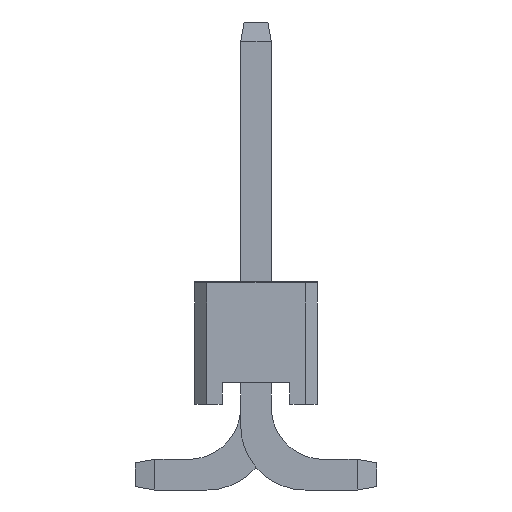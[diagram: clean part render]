
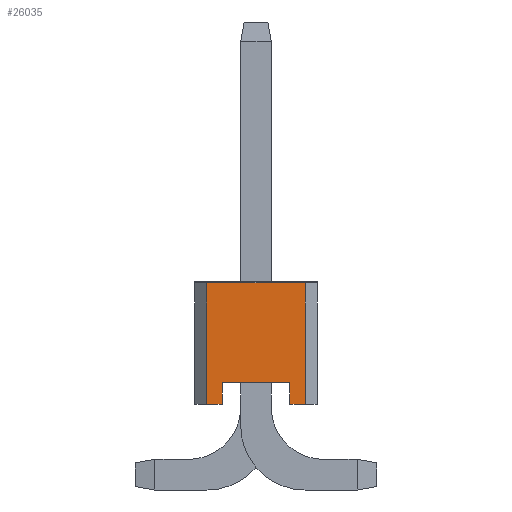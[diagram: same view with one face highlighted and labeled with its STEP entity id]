
A CAD part, left-side view. The second image highlights one B-rep face of the part: STEP entity #26035.
In plain terms, the highlighted planar face has unit normal (-1, 0, 0).
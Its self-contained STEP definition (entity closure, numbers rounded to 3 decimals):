
#3226=ORIENTED_EDGE('',*,*,#7184,.T.);
#3227=ORIENTED_EDGE('',*,*,#7248,.F.);
#3228=ORIENTED_EDGE('',*,*,#7286,.T.);
#3229=ORIENTED_EDGE('',*,*,#7244,.F.);
#3230=ORIENTED_EDGE('',*,*,#7214,.T.);
#3231=ORIENTED_EDGE('',*,*,#7903,.T.);
#3232=ORIENTED_EDGE('',*,*,#7288,.T.);
#3233=ORIENTED_EDGE('',*,*,#7874,.F.);
#7184=EDGE_CURVE('',#9879,#9880,#11653,.T.);
#7214=EDGE_CURVE('',#9909,#9910,#11683,.T.);
#7244=EDGE_CURVE('',#9909,#9939,#11713,.T.);
#7248=EDGE_CURVE('',#9942,#9880,#11717,.T.);
#7286=EDGE_CURVE('',#9942,#9939,#11755,.T.);
#7288=EDGE_CURVE('',#9979,#9980,#11757,.T.);
#7874=EDGE_CURVE('',#9879,#9980,#12247,.T.);
#7903=EDGE_CURVE('',#9910,#9979,#12264,.T.);
#9879=VERTEX_POINT('',#31205);
#9880=VERTEX_POINT('',#31206);
#9909=VERTEX_POINT('',#31266);
#9910=VERTEX_POINT('',#31267);
#9939=VERTEX_POINT('',#31327);
#9942=VERTEX_POINT('',#31334);
#9979=VERTEX_POINT('',#31414);
#9980=VERTEX_POINT('',#31415);
#11653=LINE('',#31204,#12910);
#11683=LINE('',#31265,#12940);
#11713=LINE('',#31326,#12970);
#11717=LINE('',#31335,#12974);
#11755=LINE('',#31410,#13012);
#11757=LINE('',#31413,#13014);
#12247=LINE('',#32904,#13504);
#12264=LINE('',#33001,#13521);
#12910=VECTOR('',#27989,1000.);
#12940=VECTOR('',#28021,1000.);
#12970=VECTOR('',#28053,1000.);
#12974=VECTOR('',#28059,1000.);
#13012=VECTOR('',#28099,1000.);
#13014=VECTOR('',#28103,1000.);
#13504=VECTOR('',#29171,1000.);
#13521=VECTOR('',#29220,1000.);
#14480=EDGE_LOOP('',(#3226,#3227,#3228,#3229,#3230,#3231,#3232,#3233));
#15739=FACE_BOUND('',#14480,.T.);
#16944=PLANE('',#27319);
#26035=ADVANCED_FACE('',(#15739),#16944,.T.);
#27319=AXIS2_PLACEMENT_3D('',#33004,#29225,#29226);
#27989=DIRECTION('',(0.,-1.,0.));
#28021=DIRECTION('',(0.,-1.,0.));
#28053=DIRECTION('',(0.,0.,1.));
#28059=DIRECTION('',(0.,0.,-1.));
#28099=DIRECTION('',(0.,-1.,0.));
#28103=DIRECTION('',(0.,1.,0.));
#29171=DIRECTION('',(0.,0.,1.));
#29220=DIRECTION('',(0.,0.,1.));
#29225=DIRECTION('',(-1.,0.,0.));
#29226=DIRECTION('',(0.,0.,1.));
#31204=CARTESIAN_POINT('',(-21.59,0.,1.778));
#31205=CARTESIAN_POINT('',(-21.59,3.523,1.778));
#31206=CARTESIAN_POINT('',(-21.59,3.205,1.778));
#31265=CARTESIAN_POINT('',(-21.59,0.,1.778));
#31266=CARTESIAN_POINT('',(-21.59,1.799,1.778));
#31267=CARTESIAN_POINT('',(-21.59,1.48,1.778));
#31326=CARTESIAN_POINT('',(-21.59,1.799,2.224));
#31327=CARTESIAN_POINT('',(-21.59,1.799,2.224));
#31334=CARTESIAN_POINT('',(-21.59,3.205,2.224));
#31335=CARTESIAN_POINT('',(-21.59,3.205,2.224));
#31410=CARTESIAN_POINT('',(-21.59,0.,2.224));
#31413=CARTESIAN_POINT('',(-21.59,0.,4.293));
#31414=CARTESIAN_POINT('',(-21.59,1.48,4.293));
#31415=CARTESIAN_POINT('',(-21.59,3.523,4.293));
#32904=CARTESIAN_POINT('',(-21.59,3.523,1.715));
#33001=CARTESIAN_POINT('',(-21.59,1.48,1.715));
#33004=CARTESIAN_POINT('',(-21.59,0.,0.));
